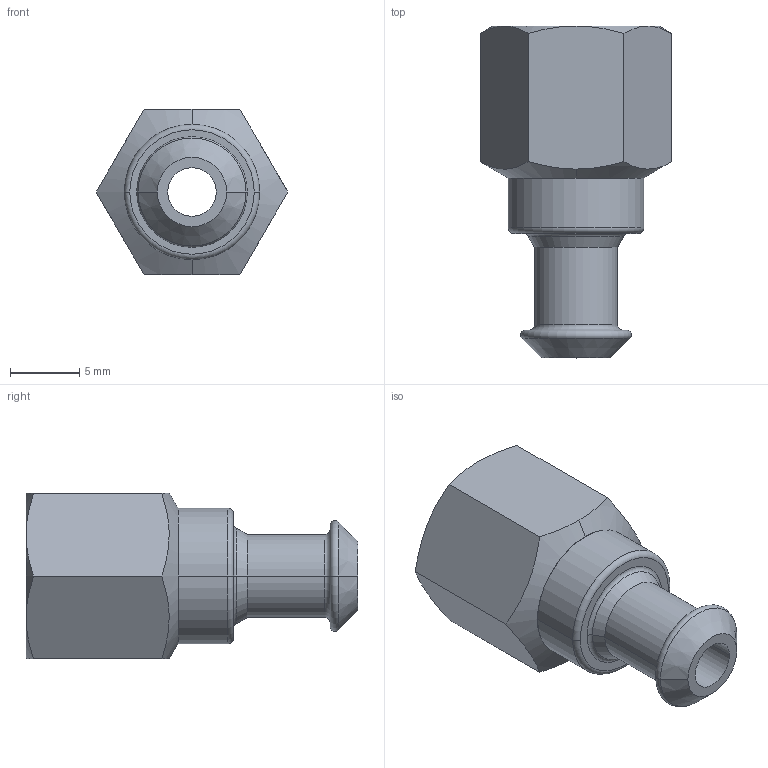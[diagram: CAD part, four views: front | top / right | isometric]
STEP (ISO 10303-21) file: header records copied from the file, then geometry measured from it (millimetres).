
FILE_DESCRIPTION (( 'STEP AP214' ), '1' );
FILE_NAME ('ZPT3-B01.STEP', '2018-05-24T04:44:33', ( 'SONIC' ), ( 'UNITCOM PC' ), 'SwSTEP 2.0', 'SolidWorks 2015', '' );
FILE_SCHEMA (( 'AUTOMOTIVE_DESIGN' ));
Length unit declared in the file: millimetre
Products named in the file (1): ZPT3-B01
Bounding box: 13.86 x 24 x 12 mm (x, y, z)
Volume: 1042.5 mm3; surface area: 1411.4 mm2
Topology: 1 solids, 1 shells, 44 faces, 96 edges, 58 vertices
Faces by surface type: cone 16, plane 12, cylinder 8, torus 8
Entity records: 1322 total; most frequent: CARTESIAN_POINT 315, DIRECTION 218, ORIENTED_EDGE 192, AXIS2_PLACEMENT_3D 97, EDGE_CURVE 96, VERTEX_POINT 58, CIRCLE 52, EDGE_LOOP 50
